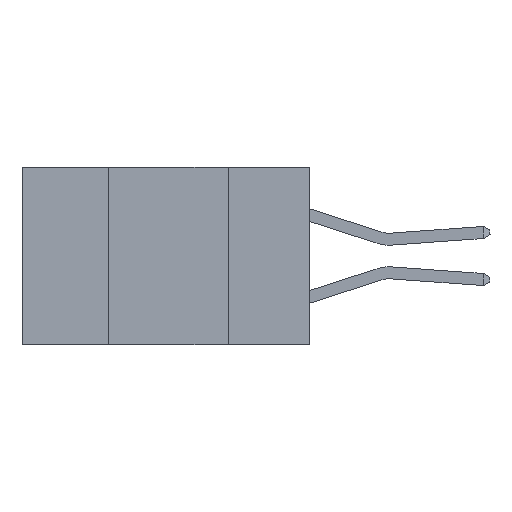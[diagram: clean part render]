
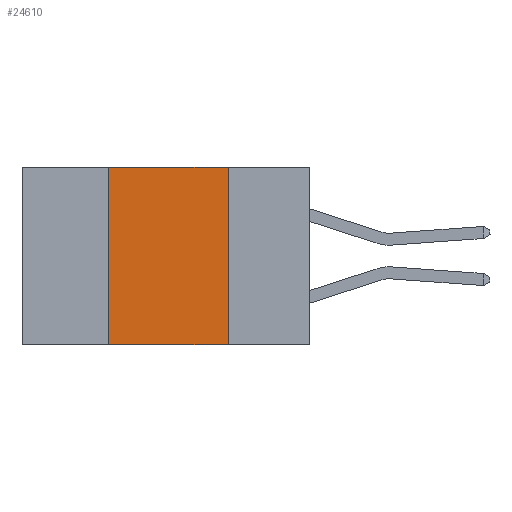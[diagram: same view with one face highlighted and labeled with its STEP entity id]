
A CAD part, left-side view. The second image highlights one B-rep face of the part: STEP entity #24610.
In plain terms, the highlighted planar face has unit normal (-1, 0, 0).
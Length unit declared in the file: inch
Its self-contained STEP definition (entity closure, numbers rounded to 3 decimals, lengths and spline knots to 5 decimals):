
#970 = CARTESIAN_POINT ( 'NONE',  ( 0., 0.17, -0.37 ) ) ;
#1067 = CARTESIAN_POINT ( 'NONE',  ( 0., 0.17, -0.37 ) ) ;
#1206 = LINE ( 'NONE', #25442, #5891 ) ;
#1311 = DIRECTION ( 'NONE',  ( 0., 0., -1. ) ) ;
#2660 = LINE ( 'NONE', #1067, #7354 ) ;
#2779 = VECTOR ( 'NONE', #17391, 39.37008 ) ;
#3826 = DIRECTION ( 'NONE',  ( 0., -1., 0. ) ) ;
#4943 = FACE_OUTER_BOUND ( 'NONE', #20376, .T. ) ;
#5375 = ORIENTED_EDGE ( 'NONE', *, *, #6553, .F. ) ;
#5891 = VECTOR ( 'NONE', #3826, 39.37008 ) ;
#6553 = EDGE_CURVE ( 'NONE', #11163, #19936, #1206, .T. ) ;
#6827 = VERTEX_POINT ( 'NONE', #970 ) ;
#7220 = VECTOR ( 'NONE', #8850, 39.37008 ) ;
#7256 = PLANE ( 'NONE',  #12383 ) ;
#7354 = VECTOR ( 'NONE', #16998, 39.37008 ) ;
#7865 = LINE ( 'NONE', #20686, #7220 ) ;
#8510 = ORIENTED_EDGE ( 'NONE', *, *, #17916, .F. ) ;
#8850 = DIRECTION ( 'NONE',  ( 0., -1., 0. ) ) ;
#11163 = VERTEX_POINT ( 'NONE', #15718 ) ;
#11176 = CARTESIAN_POINT ( 'NONE',  ( 0., 0.6, 0. ) ) ;
#12383 = AXIS2_PLACEMENT_3D ( 'NONE', #11176, #13253, #1311 ) ;
#12741 = LINE ( 'NONE', #15375, #2779 ) ;
#12875 = EDGE_CURVE ( 'NONE', #14595, #6827, #7865, .T. ) ;
#13253 = DIRECTION ( 'NONE',  ( 1., 0., 0. ) ) ;
#14595 = VERTEX_POINT ( 'NONE', #24114 ) ;
#15375 = CARTESIAN_POINT ( 'NONE',  ( 0., 0.42, -0.37 ) ) ;
#15718 = CARTESIAN_POINT ( 'NONE',  ( 0., 0.42, 0. ) ) ;
#16998 = DIRECTION ( 'NONE',  ( 0., 0., -1. ) ) ;
#17391 = DIRECTION ( 'NONE',  ( 0., 0., 1. ) ) ;
#17916 = EDGE_CURVE ( 'NONE', #19936, #6827, #2660, .T. ) ;
#18480 = ORIENTED_EDGE ( 'NONE', *, *, #21954, .F. ) ;
#19936 = VERTEX_POINT ( 'NONE', #21519 ) ;
#20376 = EDGE_LOOP ( 'NONE', ( #8510, #5375, #18480, #25351 ) ) ;
#20686 = CARTESIAN_POINT ( 'NONE',  ( 0., 0.6, -0.37 ) ) ;
#21519 = CARTESIAN_POINT ( 'NONE',  ( 0., 0.17, 0. ) ) ;
#21954 = EDGE_CURVE ( 'NONE', #14595, #11163, #12741, .T. ) ;
#24114 = CARTESIAN_POINT ( 'NONE',  ( 0., 0.42, -0.37 ) ) ;
#24610 = ADVANCED_FACE ( 'NONE', ( #4943 ), #7256, .F. ) ;
#25351 = ORIENTED_EDGE ( 'NONE', *, *, #12875, .T. ) ;
#25442 = CARTESIAN_POINT ( 'NONE',  ( 0., 0.6, 0. ) ) ;
